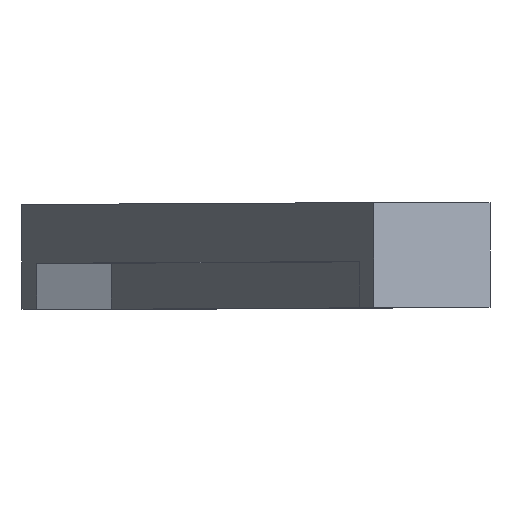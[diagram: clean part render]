
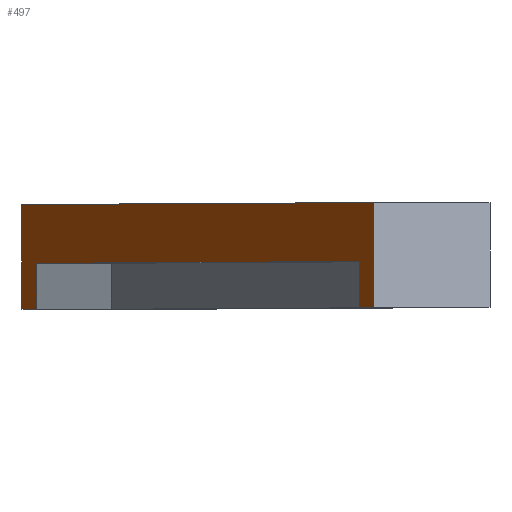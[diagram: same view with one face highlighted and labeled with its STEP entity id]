
A CAD part, top view. The second image highlights one B-rep face of the part: STEP entity #497.
In plain terms, the highlighted planar face has unit normal (-0.956, 0, 0.294).
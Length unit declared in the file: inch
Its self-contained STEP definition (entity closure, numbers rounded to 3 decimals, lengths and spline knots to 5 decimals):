
#49=FACE_OUTER_BOUND('',#79,.T.);
#79=EDGE_LOOP('',(#419,#420,#421,#422,#423,#424,#425,#426));
#127=LINE('',#770,#189);
#129=LINE('',#775,#191);
#131=LINE('',#779,#193);
#135=LINE('',#786,#197);
#142=LINE('',#804,#204);
#143=LINE('',#806,#205);
#144=LINE('',#808,#206);
#145=LINE('',#809,#207);
#189=VECTOR('',#633,0.3937);
#191=VECTOR('',#637,0.3937);
#193=VECTOR('',#641,0.3937);
#197=VECTOR('',#645,0.3937);
#204=VECTOR('',#664,0.3937);
#205=VECTOR('',#667,0.3937);
#206=VECTOR('',#668,0.3937);
#207=VECTOR('',#669,0.3937);
#239=VERTEX_POINT('',#766);
#240=VERTEX_POINT('',#768);
#241=VERTEX_POINT('',#772);
#242=VERTEX_POINT('',#774);
#243=VERTEX_POINT('',#778);
#246=VERTEX_POINT('',#784);
#251=VERTEX_POINT('',#802);
#252=VERTEX_POINT('',#807);
#297=EDGE_CURVE('',#239,#240,#127,.T.);
#299=EDGE_CURVE('',#241,#242,#129,.T.);
#301=EDGE_CURVE('',#242,#243,#131,.T.);
#305=EDGE_CURVE('',#246,#240,#135,.T.);
#314=EDGE_CURVE('',#246,#251,#142,.T.);
#315=EDGE_CURVE('',#241,#239,#143,.T.);
#316=EDGE_CURVE('',#252,#251,#144,.T.);
#317=EDGE_CURVE('',#243,#252,#145,.T.);
#419=ORIENTED_EDGE('',*,*,#315,.T.);
#420=ORIENTED_EDGE('',*,*,#297,.T.);
#421=ORIENTED_EDGE('',*,*,#305,.F.);
#422=ORIENTED_EDGE('',*,*,#314,.T.);
#423=ORIENTED_EDGE('',*,*,#316,.F.);
#424=ORIENTED_EDGE('',*,*,#317,.F.);
#425=ORIENTED_EDGE('',*,*,#301,.F.);
#426=ORIENTED_EDGE('',*,*,#299,.F.);
#471=PLANE('',#549);
#497=ADVANCED_FACE('',(#49),#471,.T.);
#549=AXIS2_PLACEMENT_3D('',#805,#665,#666);
#633=DIRECTION('',(0.,-1.,0.));
#637=DIRECTION('',(0.,-1.,0.));
#641=DIRECTION('',(-0.294,0.,-0.956));
#645=DIRECTION('',(-0.294,0.,-0.956));
#664=DIRECTION('',(0.,1.,0.));
#665=DIRECTION('center_axis',(-0.956,0.,0.294));
#666=DIRECTION('ref_axis',(0.294,0.,0.956));
#667=DIRECTION('',(0.294,0.,0.956));
#668=DIRECTION('',(0.294,0.,0.956));
#669=DIRECTION('',(0.,1.,0.));
#766=CARTESIAN_POINT('',(-0.63093,0.,1.10882));
#768=CARTESIAN_POINT('',(-0.63093,-0.125,1.10882));
#770=CARTESIAN_POINT('',(-0.63093,0.,1.10882));
#772=CARTESIAN_POINT('',(-1.50812,0.,-1.73849));
#774=CARTESIAN_POINT('',(-1.50812,-0.125,-1.73849));
#775=CARTESIAN_POINT('',(-1.50812,0.,-1.73849));
#778=CARTESIAN_POINT('',(-1.54796,-0.125,-1.86781));
#779=CARTESIAN_POINT('',(-0.59109,-0.125,1.23814));
#784=CARTESIAN_POINT('',(-0.59109,-0.125,1.23814));
#786=CARTESIAN_POINT('',(-0.59109,-0.125,1.23814));
#802=CARTESIAN_POINT('',(-0.59109,0.16,1.23814));
#804=CARTESIAN_POINT('',(-0.59109,0.,1.23814));
#805=CARTESIAN_POINT('Origin',(-1.54796,0.,-1.86781));
#806=CARTESIAN_POINT('',(-1.54796,0.,-1.86781));
#807=CARTESIAN_POINT('',(-1.54796,0.16,-1.86781));
#808=CARTESIAN_POINT('',(-1.54796,0.16,-1.86781));
#809=CARTESIAN_POINT('',(-1.54796,0.,-1.86781));
